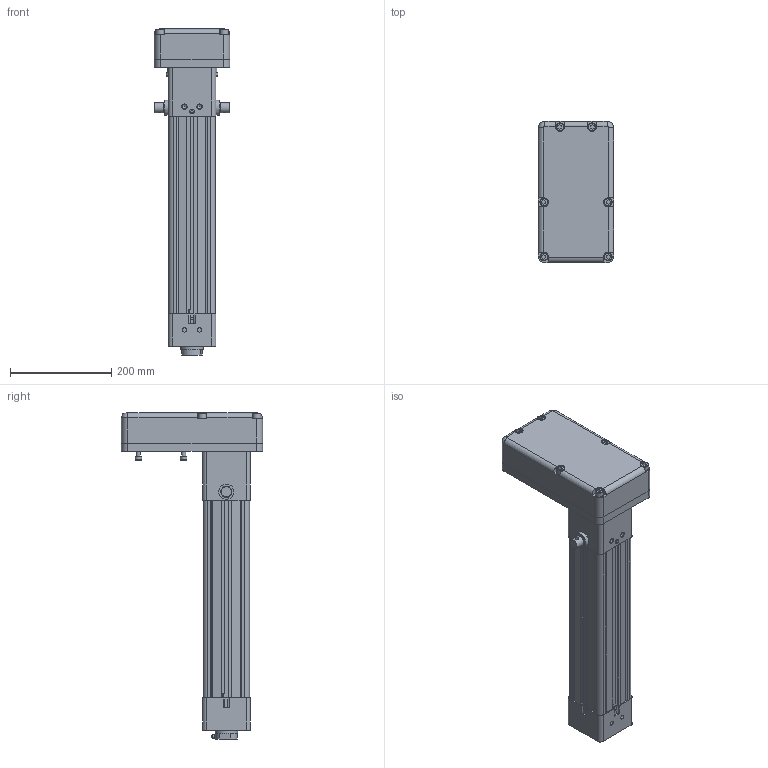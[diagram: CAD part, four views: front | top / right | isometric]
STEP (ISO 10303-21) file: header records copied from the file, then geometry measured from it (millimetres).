
FILE_DESCRIPTION (( 'STEP AP203' ), '1' );
FILE_NAME ('RS-492646-1.step', '2025-07-11T16:54:02', ( '' ), ( '' ), 'SwSTEP 2.0', 'SolidWorks 2024', '' );
FILE_SCHEMA (( 'CONFIG_CONTROL_DESIGN' ));
Length unit declared in the file: inch
Products named in the file (4): tempJoin3_11509373_RS-492646-1; tempJoin1_21509341_RS-492646-1; Base_RS-492646-1; RS-492646-1
Assembly tree (3 placements, depth 2):
  RS-492646-1
    tempJoin3_11509373_RS-492646-1
    tempJoin1_21509341_RS-492646-1
    Base_RS-492646-1
Bounding box: 150.11 x 279.4 x 645.41 mm (x, y, z)
Volume: 5962099.3 mm3; surface area: 890923 mm2
Topology: 27 solids, 51 shells, 1328 faces, 3365 edges, 2190 vertices
Faces by surface type: plane 640, cylinder 460, cone 121, torus 72, sphere 22, bspline 13
Full cylindrical faces by diameter (mm): 4.2 x4, 4.763 x4, 4.768 x2, 4.826 x2, 5.08 x1, 5.105 x4, 6.35 x2, 6.701 x6, 6.8 x8, 8 x12, 8.3 x12, 8.433 x2, 8.5 x10, 8.74 x8, 10.5 x4, 13 x12, 13.462 x4, 14.3 x8, 16 x6, 18.5 x12, 19.964 x2, 29.947 x2, 35 x3, 41 x1, 41.275 x1, 43.62 x4, 44.45 x3, 44.653 x2, 44.78 x2, 49.276 x1
Entity records: 44292 total; most frequent: CARTESIAN_POINT 14135, DIRECTION 6313, ORIENTED_EDGE 5708, EDGE_CURVE 2854, AXIS2_PLACEMENT_3D 2462, VERTEX_POINT 2006, EDGE_LOOP 1758, FACE_OUTER_BOUND 1491
